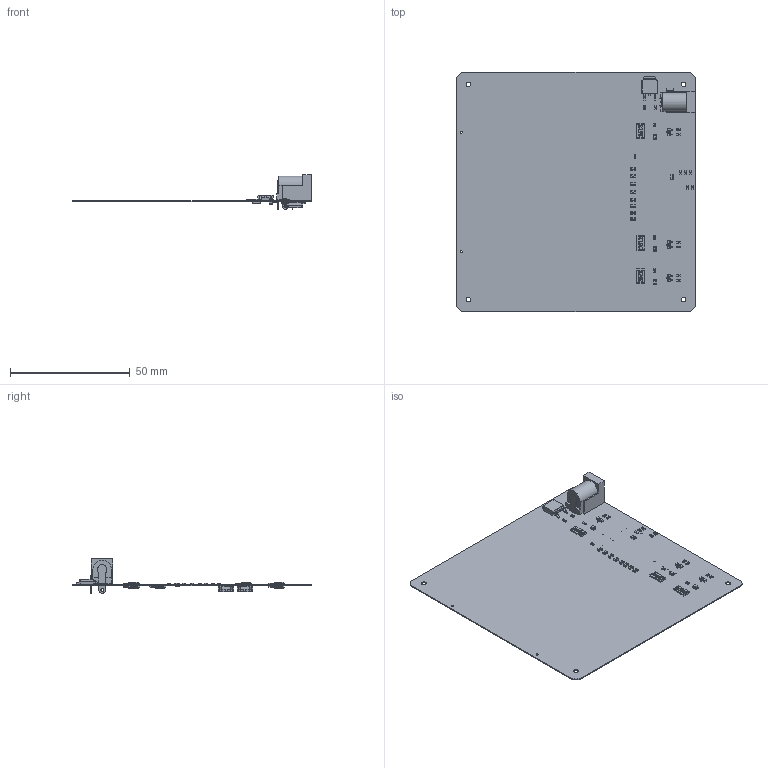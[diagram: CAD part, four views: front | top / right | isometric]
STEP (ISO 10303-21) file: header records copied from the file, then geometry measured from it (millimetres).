
FILE_DESCRIPTION(('Open CASCADE Model'),'2;1');
FILE_NAME('Open CASCADE Shape Model','2022-06-15T03:44:36',('Author'),( 'Open CASCADE'),'Open CASCADE STEP processor 6.8','Open CASCADE 6.8' ,'Unknown');
FILE_SCHEMA(('AUTOMOTIVE_DESIGN { 1 0 10303 214 1 1 1 1 }'));
Length unit declared in the file: millimetre
Products named in the file (77): PCB; Board; Open CASCADE STEP translator 6.8 3.1.1; R37; R_0603; LOGO?; R36; R35; R34; R33; R32; R31; R30; R29; R28; R27; R26; R25; R24; R23; R22; R21; R20; R19; R18; R17; R16; R15; R14; R13; R12; User_Library-res2512_body; R11; R10; R9; R8; R7; R6; R5; R4 ...
Assembly tree (133 placements, depth 4):
  PCB
    Board
      Open CASCADE STEP translator 6.8 3.1.1
    R37
      R_0603
        R_0603
        LOGO?
    R36
      R_0603
        R_0603
        LOGO?
    R35
      R_0603
        R_0603
        LOGO?
    R34
      R_0603
        R_0603
        LOGO?
    R33
      R_0603
        R_0603
        LOGO?
    R32
      R_0603
        R_0603
        LOGO?
    R31
      R_0603
        R_0603
        LOGO?
    R30
      R_0603
        R_0603
        LOGO?
    R29
      R_0603
        R_0603
        LOGO?
    R28
      R_0603
        R_0603
        LOGO?
    R27
      R_0603
        R_0603
        LOGO?
    R26
      R_0603
        R_0603
        LOGO?
    R25
      R_0603
        R_0603
        LOGO?
    R24
      R_0603
        R_0603
        LOGO?
    R23
Bounding box: 100 x 100 x 14.5 mm (x, y, z)
Volume: 5433 mm3; surface area: 22555.5 mm2
Topology: 666 solids, 666 shells, 10293 faces, 24606 edges, 15826 vertices
Faces by surface type: plane 5362, bspline 3172, cylinder 1399, sphere 216, torus 144
Full cylindrical faces by diameter (mm): 0.9 x2, 2 x4
Entity records: 42153 total; most frequent: CARTESIAN_POINT 16801, ORIENTED_EDGE 4154, DIRECTION 3481, EDGE_CURVE 2071, VERTEX_POINT 1332, LINE 1301, VECTOR 1301, AXIS2_PLACEMENT_3D 1090
